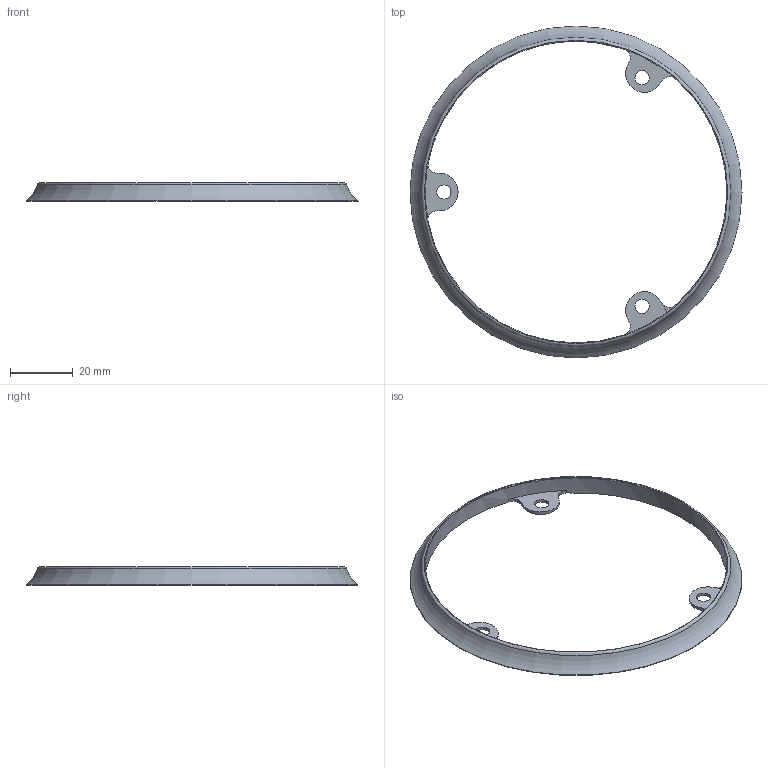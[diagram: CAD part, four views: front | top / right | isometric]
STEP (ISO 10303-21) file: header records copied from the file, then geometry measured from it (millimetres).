
FILE_DESCRIPTION(('STEP AP203'), '1');
FILE_NAME('膰錪犩', '', ('UNSPECIFIED'), ('UNSPECIFIED'), 'C3D Converter', 'C3D Toolkit', '');
FILE_SCHEMA(('CONFIG_CONTROL_DESIGN'));
Length unit declared in the file: millimetre
Bounding box: 105.55 x 105.55 x 6 mm (x, y, z)
Volume: 4817.5 mm3; surface area: 6492.2 mm2
Topology: 1 solids, 1 shells, 29 faces, 77 edges, 50 vertices
Faces by surface type: cylinder 13, plane 12, torus 4
Full cylindrical faces by diameter (mm): 4.5 x3, 96 x1
Entity records: 933 total; most frequent: DIRECTION 167, CARTESIAN_POINT 149, ORIENTED_EDGE 138, EDGE_CURVE 69, AXIS2_PLACEMENT_3D 68, VERTEX_POINT 50, EDGE_LOOP 45, CIRCLE 38
